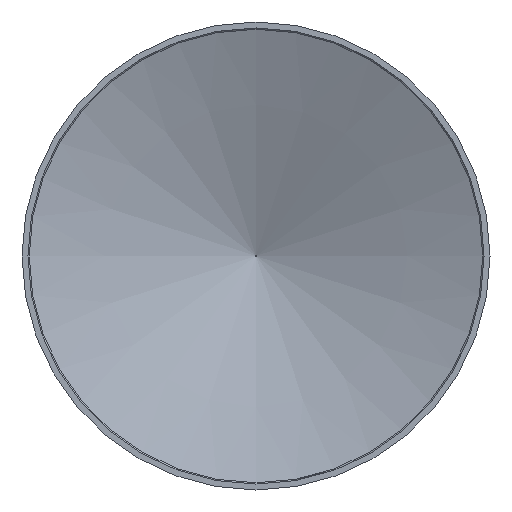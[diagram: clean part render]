
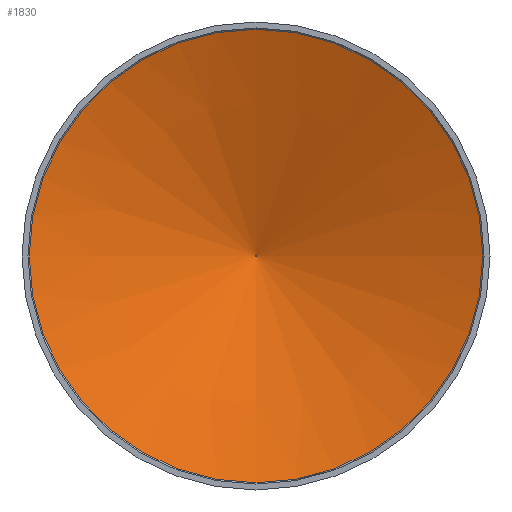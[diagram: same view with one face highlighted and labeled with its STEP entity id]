
A CAD part, front view. The second image highlights one B-rep face of the part: STEP entity #1830.
In plain terms, the highlighted conical face has half-angle 69.446 degrees and reference radius 0.175 mm.
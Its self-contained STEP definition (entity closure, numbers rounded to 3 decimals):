
#1 = VERTEX_POINT ( 'NONE', #6316 ) ;
#735 = CIRCLE ( 'NONE', #7404, 57.176 ) ;
#953 = CIRCLE ( 'NONE', #2299, 0.176 ) ;
#1379 = DIRECTION ( 'NONE',  ( 1., 0., 0. ) ) ;
#1830 = ADVANCED_FACE ( 'NONE', ( #2579, #8254 ), #3226, .F. ) ;
#1993 = CARTESIAN_POINT ( 'NONE',  ( 0., 35.468, 0. ) ) ;
#2299 = AXIS2_PLACEMENT_3D ( 'NONE', #1993, #8163, #8212 ) ;
#2579 = FACE_OUTER_BOUND ( 'NONE', #6350, .T. ) ;
#2731 = CARTESIAN_POINT ( 'NONE',  ( 0., 14.095, 0. ) ) ;
#2738 = DIRECTION ( 'NONE',  ( 0., -1., 0. ) ) ;
#3088 = ORIENTED_EDGE ( 'NONE', *, *, #8398, .F. ) ;
#3226 = CONICAL_SURFACE ( 'NONE', #6361, 0.176, 1.212 ) ;
#3298 = VERTEX_POINT ( 'NONE', #5752 ) ;
#3406 = DIRECTION ( 'NONE',  ( 0., -1., 0. ) ) ;
#5284 = ORIENTED_EDGE ( 'NONE', *, *, #6470, .T. ) ;
#5752 = CARTESIAN_POINT ( 'NONE',  ( 57.176, 14.095, 0. ) ) ;
#6126 = CARTESIAN_POINT ( 'NONE',  ( 0., 35.468, 0. ) ) ;
#6316 = CARTESIAN_POINT ( 'NONE',  ( 0.176, 35.468, 0. ) ) ;
#6350 = EDGE_LOOP ( 'NONE', ( #5284 ) ) ;
#6361 = AXIS2_PLACEMENT_3D ( 'NONE', #6126, #2738, #1379 ) ;
#6470 = EDGE_CURVE ( 'NONE', #3298, #3298, #735, .T. ) ;
#7404 = AXIS2_PLACEMENT_3D ( 'NONE', #2731, #3406, #8289 ) ;
#7974 = EDGE_LOOP ( 'NONE', ( #3088 ) ) ;
#8163 = DIRECTION ( 'NONE',  ( 0., -1., 0. ) ) ;
#8212 = DIRECTION ( 'NONE',  ( 1., 0., 0. ) ) ;
#8254 = FACE_BOUND ( 'NONE', #7974, .T. ) ;
#8289 = DIRECTION ( 'NONE',  ( 1., 0., 0. ) ) ;
#8398 = EDGE_CURVE ( 'NONE', #1, #1, #953, .T. ) ;
